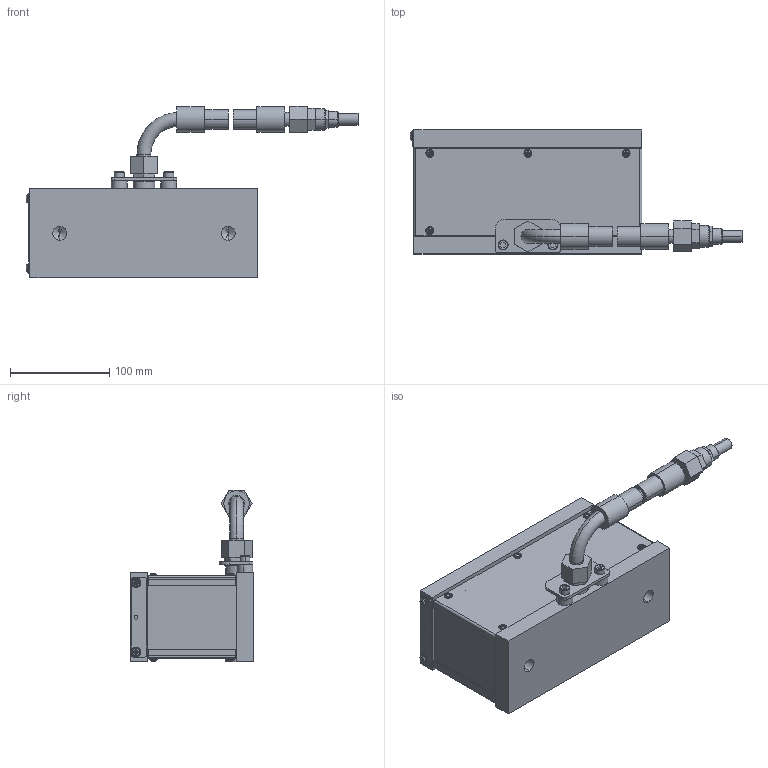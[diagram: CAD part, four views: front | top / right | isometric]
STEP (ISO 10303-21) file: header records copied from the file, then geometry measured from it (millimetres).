
FILE_DESCRIPTION (( 'STEP AP203' ), '1' );
FILE_NAME ('31101612_stp_-.step', '2020-02-17T16:01:26', ( '' ), ( '' ), 'SwSTEP 2.0', 'SolidWorks 2018', '' );
FILE_SCHEMA (( 'CONFIG_CONTROL_DESIGN' ));
Length unit declared in the file: millimetre
Products named in the file (15): 31101498_01; 31101612_stp_-; Hydraulikschlauch_01; 31101576_stp_01; 31101613_01; 31101515_01; Ls-Schr eco-fix BN10649_M4x8; 31101497_01; 31101616_01; Steuerkabel_12x20; 31101615_01; Kabelverschraubung_M16x1-5_kurz_ohne Huelse_01; 31101614_01; Ls-Schr eco-fix BN10649_M3x8; Zyl-Schr DIN912_M6x20
Assembly tree (31 placements, depth 2):
  31101612_stp_-
    31101576_stp_01
    31101613_01  x2
    31101616_01  x2
    31101515_01  x2
    31101614_01  x2
    31101497_01
    31101498_01  x2
    31101615_01
    Hydraulikschlauch_01
    Kabelverschraubung_M16x1-5_kurz_ohne Huelse_01  x2
    Ls-Schr eco-fix BN10649_M3x8  x10
    Ls-Schr eco-fix BN10649_M4x8  x2
    Zyl-Schr DIN912_M6x20  x2
    Steuerkabel_12x20
Bounding box: 335 x 125 x 173.5 mm (x, y, z)
Volume: 2455825.6 mm3; surface area: 385123.9 mm2
Topology: 40 solids, 40 shells, 1093 faces, 2628 edges, 1647 vertices
Faces by surface type: cylinder 612, plane 305, cone 108, torus 66, bspline 2
Entity records: 17533 total; most frequent: DIRECTION 2960, CARTESIAN_POINT 2608, ORIENTED_EDGE 2456, EDGE_CURVE 1228, AXIS2_PLACEMENT_3D 1161, VERTEX_POINT 779, EDGE_LOOP 651, VECTOR 638
